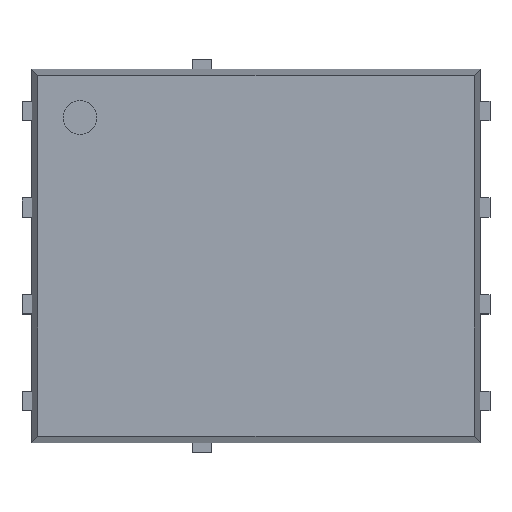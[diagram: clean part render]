
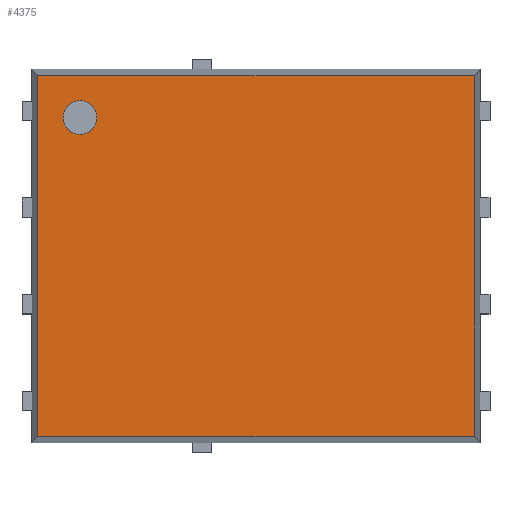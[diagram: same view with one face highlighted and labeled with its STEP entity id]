
A CAD part, top view. The second image highlights one B-rep face of the part: STEP entity #4375.
In plain terms, the highlighted planar face has unit normal (0, 0, 1).
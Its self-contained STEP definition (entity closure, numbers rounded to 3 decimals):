
#3120 = VERTEX_POINT('',#3121);
#3121 = CARTESIAN_POINT('',(-2.311,1.594,1.118));
#3127 = EDGE_CURVE('',#3128,#3120,#3130,.T.);
#3128 = VERTEX_POINT('',#3129);
#3129 = CARTESIAN_POINT('',(-2.311,2.038,1.118));
#3130 = CIRCLE('',#3131,0.222);
#3131 = AXIS2_PLACEMENT_3D('',#3132,#3133,#3134);
#3132 = CARTESIAN_POINT('',(-2.311,1.816,1.118));
#3133 = DIRECTION('',(0.,0.,1.));
#3134 = DIRECTION('',(0.,-1.,0.));
#4213 = EDGE_CURVE('',#4214,#4216,#4218,.T.);
#4214 = VERTEX_POINT('',#4215);
#4215 = CARTESIAN_POINT('',(-2.864,-2.368,1.118));
#4216 = VERTEX_POINT('',#4217);
#4217 = CARTESIAN_POINT('',(2.864,-2.368,1.118));
#4218 = LINE('',#4219,#4220);
#4219 = CARTESIAN_POINT('',(-2.946,-2.368,1.118));
#4220 = VECTOR('',#4221,1.);
#4221 = DIRECTION('',(1.,0.,0.));
#4251 = EDGE_CURVE('',#4216,#4252,#4254,.T.);
#4252 = VERTEX_POINT('',#4253);
#4253 = CARTESIAN_POINT('',(2.864,2.368,1.118));
#4254 = LINE('',#4255,#4256);
#4255 = CARTESIAN_POINT('',(2.864,-2.451,1.118));
#4256 = VECTOR('',#4257,1.);
#4257 = DIRECTION('',(-0.,1.,0.));
#4303 = EDGE_CURVE('',#4252,#4304,#4306,.T.);
#4304 = VERTEX_POINT('',#4305);
#4305 = CARTESIAN_POINT('',(-2.864,2.368,1.118));
#4306 = LINE('',#4307,#4308);
#4307 = CARTESIAN_POINT('',(2.946,2.368,1.118));
#4308 = VECTOR('',#4309,1.);
#4309 = DIRECTION('',(-1.,0.,0.));
#4334 = EDGE_CURVE('',#4304,#4214,#4335,.T.);
#4335 = LINE('',#4336,#4337);
#4336 = CARTESIAN_POINT('',(-2.864,2.451,1.118));
#4337 = VECTOR('',#4338,1.);
#4338 = DIRECTION('',(0.,-1.,0.));
#4375 = ADVANCED_FACE('',(#4376,#4386),#4392,.T.);
#4376 = FACE_BOUND('',#4377,.T.);
#4377 = EDGE_LOOP('',(#4378,#4385));
#4378 = ORIENTED_EDGE('',*,*,#4379,.F.);
#4379 = EDGE_CURVE('',#3120,#3128,#4380,.T.);
#4380 = CIRCLE('',#4381,0.222);
#4381 = AXIS2_PLACEMENT_3D('',#4382,#4383,#4384);
#4382 = CARTESIAN_POINT('',(-2.311,1.816,1.118));
#4383 = DIRECTION('',(0.,0.,1.));
#4384 = DIRECTION('',(0.,-1.,0.));
#4385 = ORIENTED_EDGE('',*,*,#3127,.F.);
#4386 = FACE_BOUND('',#4387,.T.);
#4387 = EDGE_LOOP('',(#4388,#4389,#4390,#4391));
#4388 = ORIENTED_EDGE('',*,*,#4334,.T.);
#4389 = ORIENTED_EDGE('',*,*,#4213,.T.);
#4390 = ORIENTED_EDGE('',*,*,#4251,.T.);
#4391 = ORIENTED_EDGE('',*,*,#4303,.T.);
#4392 = PLANE('',#4393);
#4393 = AXIS2_PLACEMENT_3D('',#4394,#4395,#4396);
#4394 = CARTESIAN_POINT('',(0.,0.,1.118));
#4395 = DIRECTION('',(0.,0.,1.));
#4396 = DIRECTION('',(0.,-1.,0.));
